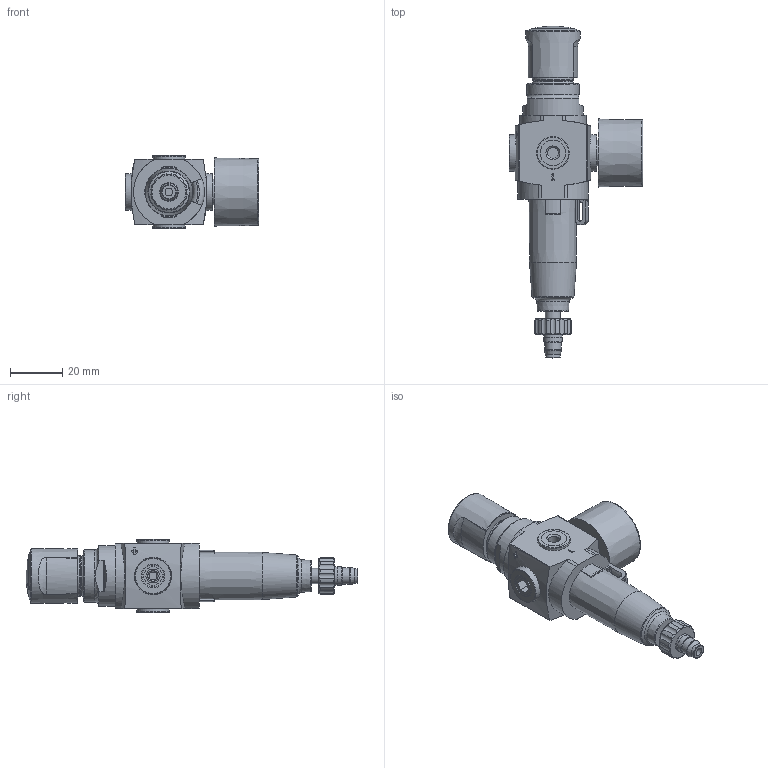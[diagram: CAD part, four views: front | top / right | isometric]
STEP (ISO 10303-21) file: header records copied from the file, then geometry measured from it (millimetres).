
FILE_DESCRIPTION(/* description */ ('STEP AP214'),/* implementation_level */ '2;1');
FILE_NAME(/* name */ '8086642_MS2-LFR-M5-D6-C-P-M-AR-MPA-B',/* time_stamp */ '2024-08-29T08:11:08+02:00',/* author */ ('License CC BY-ND 4.0'),/* organization */ ('CADENAS'),/* preprocessor_version */ 'ST-DEVELOPER v19.3',/* originating_system */ 'PARTsolutions',/* authorisation */ ' ');
FILE_SCHEMA (('AUTOMOTIVE_DESIGN {1 0 10303 214 3 1 1}'));
Length unit declared in the file: millimetre
Products named in the file (4): 8086642 MS2-LFR-M5-D6-C-P-M-AR-MPA-B---(high); 8078100 MS2-1-1---(high)p; 8095766 MS2-G18S---(high); 8088986 PAGN-26-1M-G18S
Assembly tree (3 placements, depth 2):
  8086642 MS2-LFR-M5-D6-C-P-M-AR-MPA-B---(high)
    8078100 MS2-1-1---(high)p
    8095766 MS2-G18S---(high)
    8088986 PAGN-26-1M-G18S
Bounding box: 51 x 126.8 x 28 mm (x, y, z)
Volume: 52960.2 mm3; surface area: 14909 mm2
Topology: 3 solids, 3 shells, 344 faces, 816 edges, 520 vertices
Faces by surface type: plane 134, cylinder 110, torus 55, cone 44, sphere 1
Full cylindrical faces by diameter (mm): 3 x1, 4.134 x2, 5.6 x1, 5.774 x1, 6.2 x3, 6.4 x1, 6.8 x1, 7 x2, 7.1 x1, 7.2 x1, 7.4 x2, 7.8 x2, 8.25 x1, 8.4 x1, 8.5 x1, 8.566 x2, 9.72 x2, 9.728 x2, 10.5 x1, 12.4 x2, 15.1 x1, 20 x1, 23 x1
Entity records: 11951 total; most frequent: CARTESIAN_POINT 2033, DIRECTION 1612, ORIENTED_EDGE 1426, EDGE_CURVE 713, AXIS2_PLACEMENT_3D 670, VERTEX_POINT 507, EDGE_LOOP 474, FACE_BOUND 474
